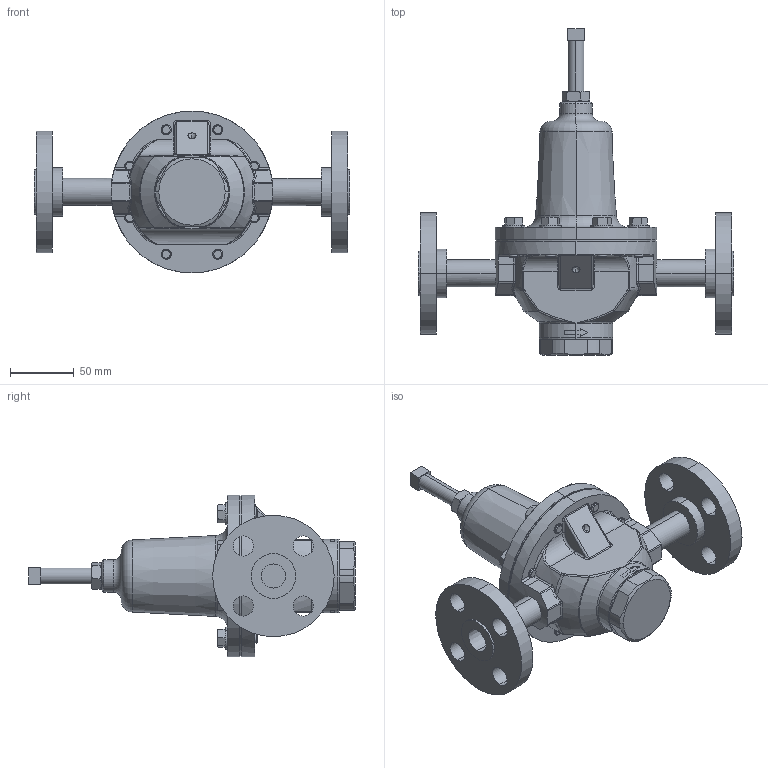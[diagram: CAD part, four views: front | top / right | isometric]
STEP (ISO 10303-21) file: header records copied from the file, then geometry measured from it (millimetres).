
FILE_DESCRIPTION (( 'STEP AP203' ), '1' );
FILE_NAME ('68G-050-DI-F3.STEP', '2017-08-17T16:31:42', ( '' ), ( '' ), 'SwSTEP 2.0', 'SolidWorks 2014', '' );
FILE_SCHEMA (( 'CONFIG_CONTROL_DESIGN' ));
Length unit declared in the file: inch
Products named in the file (1): 68G-050-DI-F3
Bounding box: 247.65 x 256.34 x 127 mm (x, y, z)
Volume: 1104811.9 mm3; surface area: 119104.8 mm2
Topology: 1 solids, 1 shells, 615 faces, 1512 edges, 942 vertices
Faces by surface type: plane 231, bspline 139, cylinder 125, cone 92, torus 24, sphere 4
Entity records: 25572 total; most frequent: CARTESIAN_POINT 12077, ORIENTED_EDGE 3004, DIRECTION 2407, EDGE_CURVE 1502, VERTEX_POINT 942, AXIS2_PLACEMENT_3D 878, EDGE_LOOP 684, VECTOR 651
